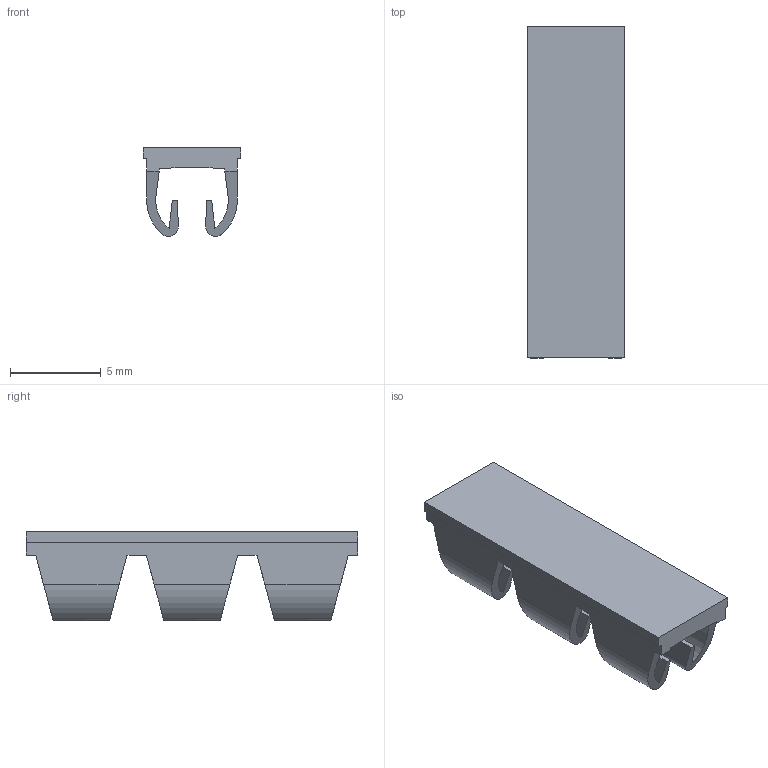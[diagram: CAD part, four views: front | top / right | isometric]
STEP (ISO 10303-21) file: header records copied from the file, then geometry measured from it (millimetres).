
FILE_DESCRIPTION(('CATIA V5 STEP','CAx-IF Rec.Pracs.--- Model Styling and Organization---1.4--- 2014-01-23'),'2;1');
FILE_NAME ('1204846-1_0_2719190000_72182_SFM_3X18_2-5_3-3_MM_GE_Simple3D.stp','2021-09-15T07:09:12+00:00',('none'),('Weidmueller'),'CATIA Version 5-6 Release 2016 SP3 HF44','CATIA V5 STEP AP214','none');
FILE_SCHEMA(('AUTOMOTIVE_DESIGN { 1 0 10303 214 1 1 1 1 }'));
Length unit declared in the file: millimetre
Products named in the file (1): 72182_SFM_3X18_2-5_3-3_MM_GE
Bounding box: 5.4 x 18.3 x 4.9 mm (x, y, z)
Volume: 177.6 mm3; surface area: 548.4 mm2
Topology: 1 solids, 1 shells, 68 faces, 198 edges, 132 vertices
Faces by surface type: plane 49, cylinder 19
Entity records: 2102 total; most frequent: CARTESIAN_POINT 514, ORIENTED_EDGE 396, DIRECTION 216, EDGE_CURVE 198, VECTOR 160, LINE 160, VERTEX_POINT 132, ADVANCED_FACE 68
